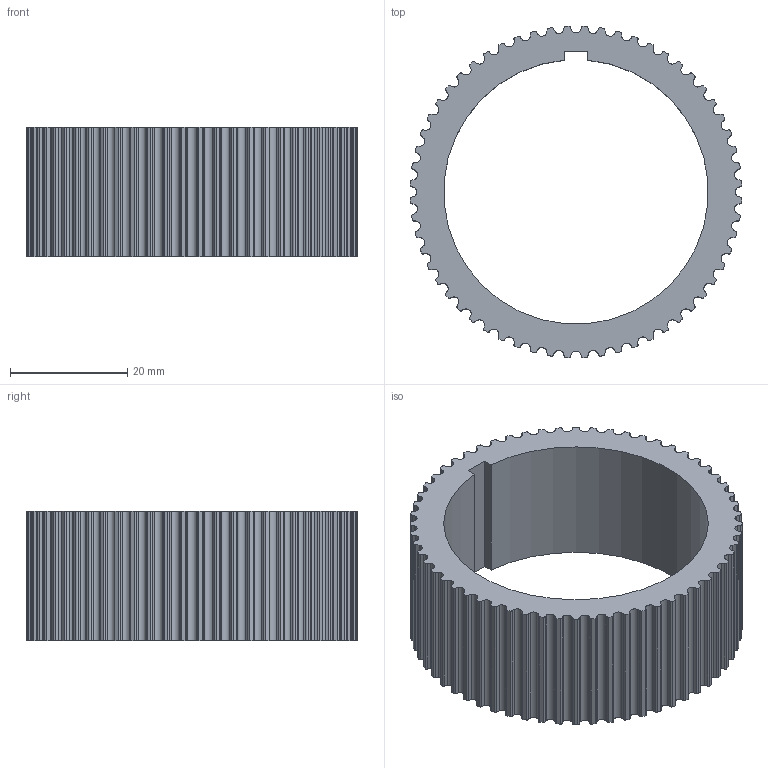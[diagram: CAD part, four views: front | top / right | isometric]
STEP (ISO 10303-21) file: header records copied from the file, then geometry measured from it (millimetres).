
FILE_DESCRIPTION(('FreeCAD Model'),'2;1');
FILE_NAME('Open CASCADE Shape Model','2025-08-11T08:52:03',(''),(''), 'Open CASCADE STEP processor 7.8','FreeCAD','Unknown');
FILE_SCHEMA(('AUTOMOTIVE_DESIGN { 1 0 10303 214 1 1 1 1 }'));
Length unit declared in the file: millimetre
Products named in the file (1): SpindleGear60GT3
Bounding box: 56.53 x 56.53 x 22 mm (x, y, z)
Volume: 17755.2 mm3; surface area: 10341.3 mm2
Topology: 1 solids, 1 shells, 366 faces, 1092 edges, 728 vertices
Faces by surface type: cylinder 301, plane 65
Entity records: 27942 total; most frequent: CARTESIAN_POINT 6531, DIRECTION 4252, ORIENTED_EDGE 2184, PCURVE 2184, DEFINITIONAL_REPRESENTATION 2184, LINE 2072, VECTOR 2072, EDGE_CURVE 1092
